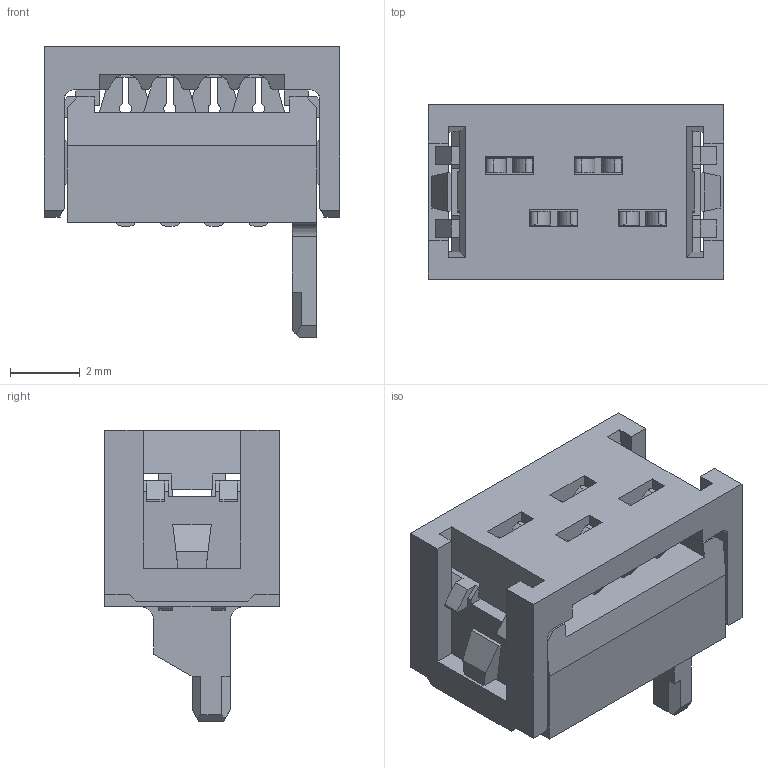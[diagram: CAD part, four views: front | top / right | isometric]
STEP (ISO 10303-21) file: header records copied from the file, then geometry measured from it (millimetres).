
FILE_DESCRIPTION (( 'STEP AP214' ), '1' );
FILE_NAME ('c-215083-4.STEP', '2022-11-28T13:05:20', ( '' ), ( '' ), 'SwSTEP 2.0', 'SolidWorks 2022', '' );
FILE_SCHEMA (( 'AUTOMOTIVE_DESIGN' ));
Length unit declared in the file: millimetre
Products named in the file (1): c-215083-4
Bounding box: 8.46 x 5 x 8.35 mm (x, y, z)
Volume: 125.9 mm3; surface area: 437.7 mm2
Topology: 1 solids, 1 shells, 333 faces, 980 edges, 649 vertices
Faces by surface type: plane 261, cylinder 72
Entity records: 11600 total; most frequent: CARTESIAN_POINT 2683, ORIENTED_EDGE 1960, DIRECTION 1680, EDGE_CURVE 980, LINE 796, VECTOR 796, VERTEX_POINT 649, AXIS2_PLACEMENT_3D 442
